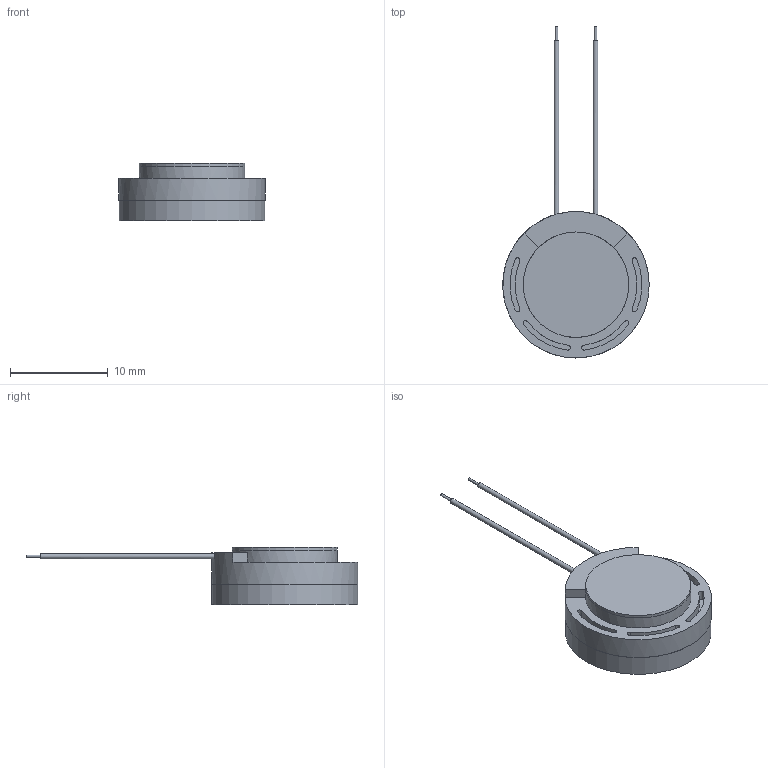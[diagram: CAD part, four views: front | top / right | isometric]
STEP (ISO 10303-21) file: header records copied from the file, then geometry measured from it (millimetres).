
FILE_DESCRIPTION(/* description */ ('Alibre Inc.'),/* implementation_level */ '2;1');
FILE_NAME(/* name */ 'export0',/* time_stamp */ '2018-10-24T19:01:33-05:00',/* author */ (''),/* organization */ (''),/* preprocessor_version */ 'ST-DEVELOPER v17',/* originating_system */ 'Alibre',/* authorisation */ '');
FILE_SCHEMA (('CONFIG_CONTROL_DESIGN'));
Length unit declared in the file: millimetre
Products named in the file (1): ID_1
Bounding box: 15 x 34 x 5.9 mm (x, y, z)
Volume: 734.7 mm3; surface area: 830.8 mm2
Topology: 1 solids, 1 shells, 60 faces, 115 edges, 77 vertices
Faces by surface type: cylinder 34, plane 26
Full cylindrical faces by diameter (mm): 0.25 x2, 0.5 x2, 1 x8, 5 x1, 10 x1, 10.8 x2, 14.95 x1, 15 x1
Entity records: 1555 total; most frequent: CARTESIAN_POINT 293, DIRECTION 253, ORIENTED_EDGE 188, AXIS2_PLACEMENT_3D 127, EDGE_LOOP 98, FACE_BOUND 98, EDGE_CURVE 94, VERTEX_POINT 74
